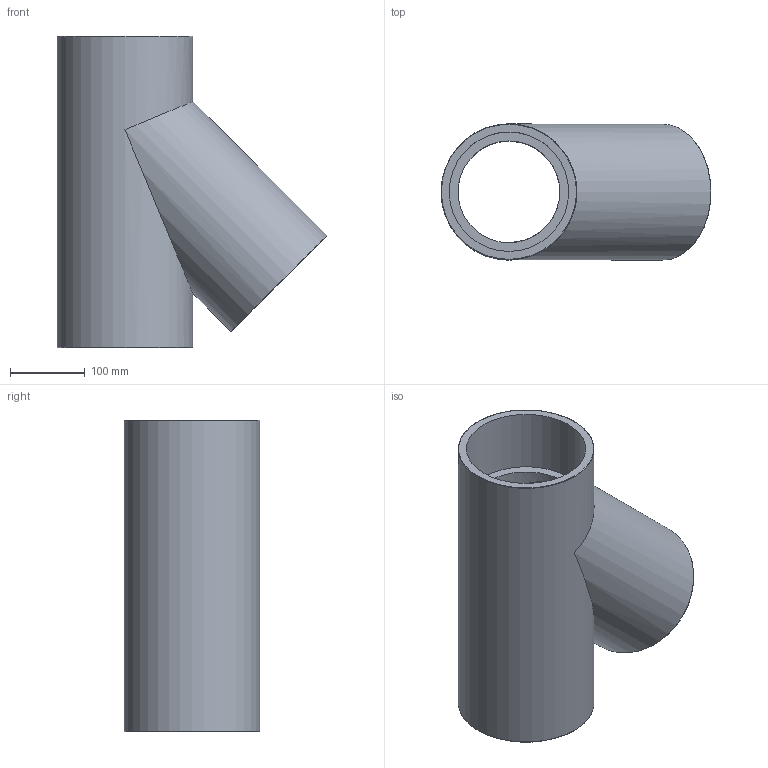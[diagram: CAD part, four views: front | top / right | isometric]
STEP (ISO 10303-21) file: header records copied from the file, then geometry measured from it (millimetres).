
FILE_DESCRIPTION(/* description */ ('PVC 45° Wye, Ø160, PN16'),/* implementation_level */ '2;1');
FILE_NAME(/* name */ 'TY40U-160',/* time_stamp */ '2022-05-11T16:06:50+02:00',/* author */ ('COAB Solutions'),/* organization */ ('GPA Flowsystem'),/* preprocessor_version */ 'ST-DEVELOPER v18.1',/* originating_system */ 'www.coabsolutions.com',/* authorisation */ '');
FILE_SCHEMA (('AUTOMOTIVE_DESIGN { 1 0 10303 214 3 1 1 }'));
Length unit declared in the file: millimetre
Products named in the file (1): TY40U-160
Bounding box: 361.61 x 182 x 417 mm (x, y, z)
Volume: 5021769.1 mm3; surface area: 615858.9 mm2
Topology: 1 solids, 1 shells, 16 faces, 36 edges, 24 vertices
Faces by surface type: cylinder 7, plane 6, torus 3
Full cylindrical faces by diameter (mm): 136.4 x2, 160 x3, 182 x2
Entity records: 516 total; most frequent: DIRECTION 97, CARTESIAN_POINT 77, ORIENTED_EDGE 72, AXIS2_PLACEMENT_3D 44, EDGE_CURVE 36, VERTEX_POINT 24, EDGE_LOOP 22, CIRCLE 19
